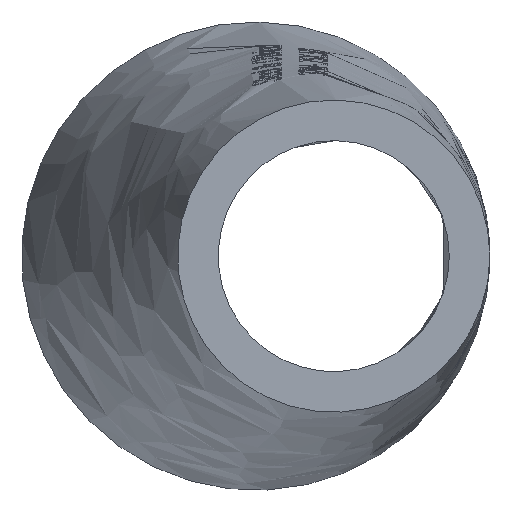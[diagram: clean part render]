
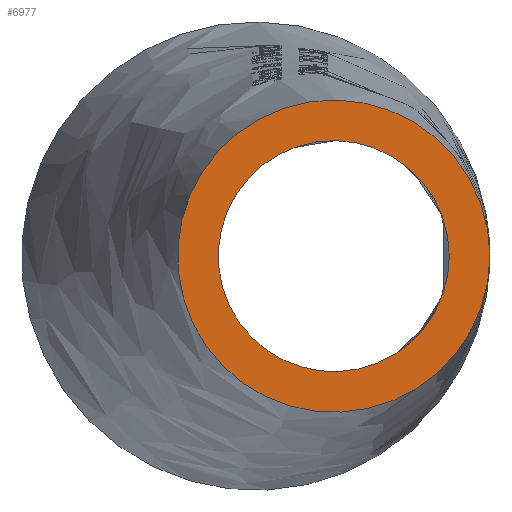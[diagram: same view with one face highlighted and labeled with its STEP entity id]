
A CAD part, left-side view. The second image highlights one B-rep face of the part: STEP entity #6977.
In plain terms, the highlighted planar face has unit normal (-1, 0, 0).
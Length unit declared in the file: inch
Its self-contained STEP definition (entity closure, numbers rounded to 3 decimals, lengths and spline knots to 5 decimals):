
#166=PLANE('',#7233);
#451=FACE_BOUND('',#2089,.T.);
#452=FACE_BOUND('',#2090,.T.);
#1224=CIRCLE('',#6986,0.25);
#1234=CIRCLE('',#7006,0.25);
#1288=CIRCLE('',#7230,0.185);
#1289=CIRCLE('',#7231,0.185);
#2089=EDGE_LOOP('',(#6570,#6571));
#2090=EDGE_LOOP('',(#6572,#6573));
#2686=VERTEX_POINT('',#8171);
#2687=VERTEX_POINT('',#8172);
#3388=VERTEX_POINT('',#16152);
#3389=VERTEX_POINT('',#16155);
#3396=EDGE_CURVE('',#2686,#2687,#1224,.T.);
#3467=EDGE_CURVE('',#2687,#2686,#1234,.T.);
#4451=EDGE_CURVE('',#3389,#3388,#1288,.T.);
#4452=EDGE_CURVE('',#3388,#3389,#1289,.T.);
#6570=ORIENTED_EDGE('',*,*,#4451,.T.);
#6571=ORIENTED_EDGE('',*,*,#4452,.T.);
#6572=ORIENTED_EDGE('',*,*,#3396,.F.);
#6573=ORIENTED_EDGE('',*,*,#3467,.F.);
#6977=ADVANCED_FACE('',(#451,#452),#166,.F.);
#6986=AXIS2_PLACEMENT_3D('',#8173,#7244,#7245);
#7006=AXIS2_PLACEMENT_3D('',#8574,#7289,#7290);
#7230=AXIS2_PLACEMENT_3D('',#16156,#8094,#8095);
#7231=AXIS2_PLACEMENT_3D('',#16157,#8096,#8097);
#7233=AXIS2_PLACEMENT_3D('',#16159,#8100,#8101);
#7244=DIRECTION('center_axis',(1.,0.,0.));
#7245=DIRECTION('ref_axis',(0.,-1.,0.));
#7289=DIRECTION('center_axis',(1.,0.,0.));
#7290=DIRECTION('ref_axis',(0.,-1.,0.));
#8094=DIRECTION('center_axis',(1.,0.,0.));
#8095=DIRECTION('ref_axis',(0.,-0.015,-1.));
#8096=DIRECTION('center_axis',(1.,0.,0.));
#8097=DIRECTION('ref_axis',(0.,-0.015,-1.));
#8100=DIRECTION('center_axis',(1.,0.,0.));
#8101=DIRECTION('ref_axis',(0.,0.,-1.));
#8171=CARTESIAN_POINT('',(0.,-0.25,0.));
#8172=CARTESIAN_POINT('',(0.,-0.00379,0.24997));
#8173=CARTESIAN_POINT('Origin',(0.,0.,0.));
#8574=CARTESIAN_POINT('Origin',(0.,0.,0.));
#16152=CARTESIAN_POINT('',(0.,-0.0028,0.18498));
#16155=CARTESIAN_POINT('',(0.,-0.185,0.));
#16156=CARTESIAN_POINT('Origin',(0.,0.,0.));
#16157=CARTESIAN_POINT('Origin',(0.,0.,0.));
#16159=CARTESIAN_POINT('Origin',(0.,0.,0.));
